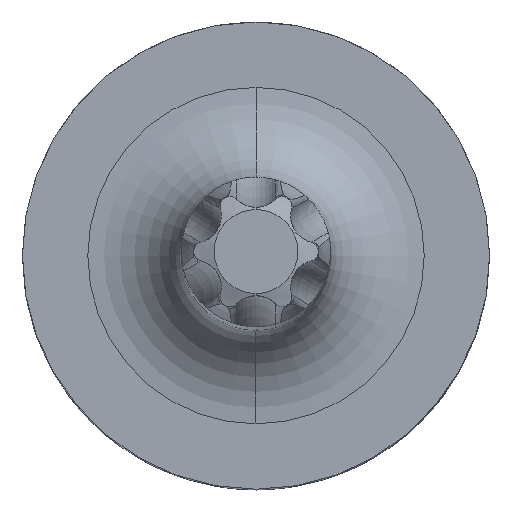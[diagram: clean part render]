
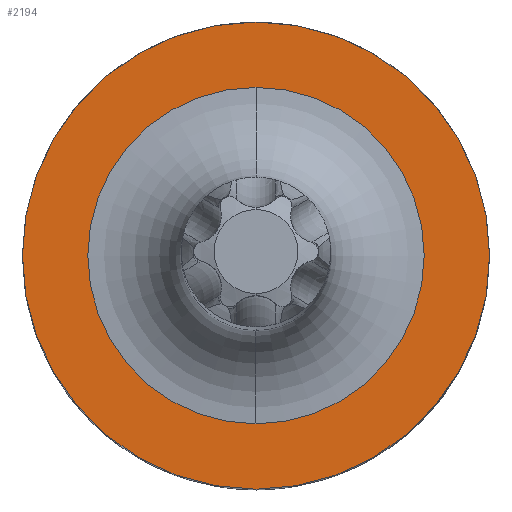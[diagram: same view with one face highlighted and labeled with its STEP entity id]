
A CAD part, top view. The second image highlights one B-rep face of the part: STEP entity #2194.
In plain terms, the highlighted planar face has unit normal (0, 0, 1).
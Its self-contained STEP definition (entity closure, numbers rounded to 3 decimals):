
#350=CARTESIAN_POINT('',(0.,0.,25.));
#351=DIRECTION('',(0.,0.,1.));
#352=DIRECTION('',(1.,0.,0.));
#353=AXIS2_PLACEMENT_3D('',#350,#351,#352);
#355=CARTESIAN_POINT('',(0.,0.,25.));
#356=DIRECTION('',(0.,0.,1.));
#357=DIRECTION('',(-1.,0.,0.));
#358=AXIS2_PLACEMENT_3D('',#355,#356,#357);
#360=CARTESIAN_POINT('',(0.,0.,25.));
#361=DIRECTION('',(0.,0.,1.));
#362=DIRECTION('',(0.,1.,0.));
#363=AXIS2_PLACEMENT_3D('',#360,#361,#362);
#365=CARTESIAN_POINT('',(0.,0.,25.));
#366=DIRECTION('',(0.,0.,1.));
#367=DIRECTION('',(0.,-1.,0.));
#368=AXIS2_PLACEMENT_3D('',#365,#366,#367);
#1709=CARTESIAN_POINT('',(12.5,0.,25.));
#1710=CARTESIAN_POINT('',(-12.5,0.,25.));
#1711=VERTEX_POINT('',#1709);
#1712=VERTEX_POINT('',#1710);
#1804=CARTESIAN_POINT('',(0.,9.,25.));
#1805=CARTESIAN_POINT('',(0.,-9.,25.));
#1806=VERTEX_POINT('',#1804);
#1807=VERTEX_POINT('',#1805);
#2179=CARTESIAN_POINT('',(0.,0.,25.));
#2180=DIRECTION('',(0.,0.,1.));
#2181=DIRECTION('',(1.,0.,0.));
#2182=AXIS2_PLACEMENT_3D('',#2179,#2180,#2181);
#2183=PLANE('',#2182);
#2184=ORIENTED_EDGE('',*,*,#2024,.F.);
#2185=ORIENTED_EDGE('',*,*,#2131,.F.);
#2186=EDGE_LOOP('',(#2184,#2185));
#2187=FACE_OUTER_BOUND('',#2186,.F.);
#2189=ORIENTED_EDGE('',*,*,#2188,.T.);
#2191=ORIENTED_EDGE('',*,*,#2190,.T.);
#2192=EDGE_LOOP('',(#2189,#2191));
#2193=FACE_BOUND('',#2192,.F.);
#2194=ADVANCED_FACE('',(#2187,#2193),#2183,.T.);
#354=CIRCLE('',#353,12.5);
#359=CIRCLE('',#358,12.5);
#364=CIRCLE('',#363,9.);
#369=CIRCLE('',#368,9.);
#2024=EDGE_CURVE('',#1711,#1712,#354,.T.);
#2131=EDGE_CURVE('',#1712,#1711,#359,.T.);
#2188=EDGE_CURVE('',#1806,#1807,#364,.T.);
#2190=EDGE_CURVE('',#1807,#1806,#369,.T.);
